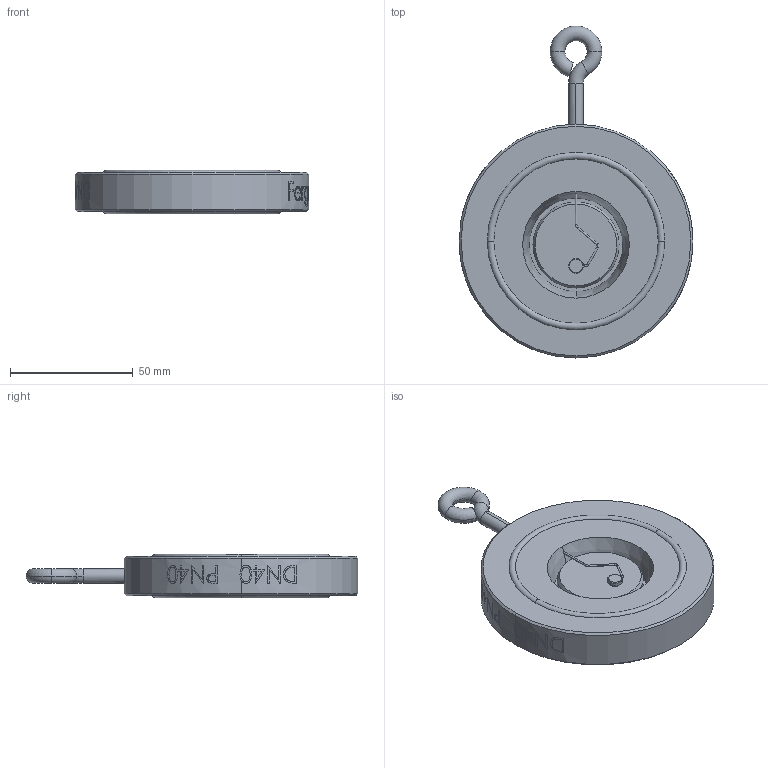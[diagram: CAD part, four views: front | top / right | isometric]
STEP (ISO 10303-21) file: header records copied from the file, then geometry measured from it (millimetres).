
FILE_DESCRIPTION (( 'STEP AP214' ), '1' );
FILE_NAME ('RK100-Rückschlagklappe-Federrücksstellung-DN40-PN40-Fergo.STEP', '2022-11-17T08:44:28', ( '' ), ( '' ), 'SwSTEP 2.0', 'SolidWorks 2022', '' );
FILE_SCHEMA (( 'AUTOMOTIVE_DESIGN' ));
Length unit declared in the file: millimetre
Products named in the file (1): RK100-Rückschlagklappe-Federrücksstellung-DN40-PN40-Fergo
Bounding box: 95 x 135 x 17.59 mm (x, y, z)
Volume: 105766.2 mm3; surface area: 23224.6 mm2
Topology: 1 solids, 2 shells, 111 faces, 383 edges, 311 vertices
Faces by surface type: cylinder 55, torus 30, plane 14, cone 12
Entity records: 8838 total; most frequent: CARTESIAN_POINT 5406, ORIENTED_EDGE 766, DIRECTION 654, EDGE_CURVE 383, VERTEX_POINT 311, AXIS2_PLACEMENT_3D 285, CIRCLE 173, EDGE_LOOP 152
